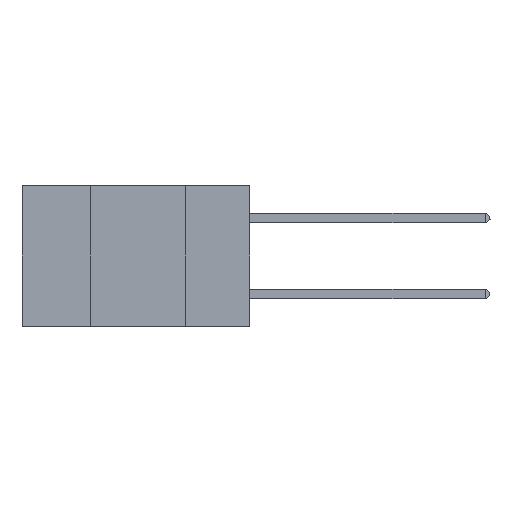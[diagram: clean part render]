
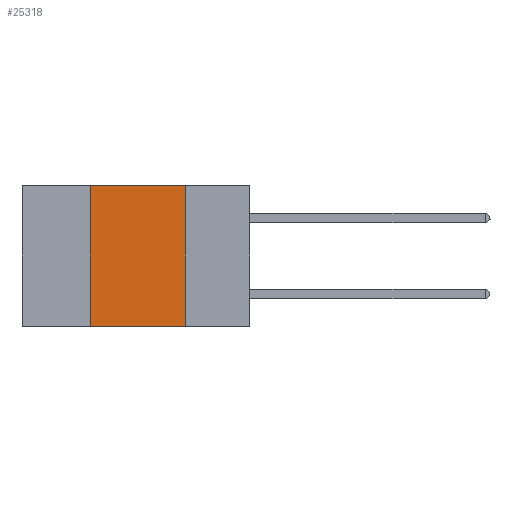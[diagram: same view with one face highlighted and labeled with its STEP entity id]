
A CAD part, left-side view. The second image highlights one B-rep face of the part: STEP entity #25318.
In plain terms, the highlighted planar face has unit normal (-1, 0, 0).
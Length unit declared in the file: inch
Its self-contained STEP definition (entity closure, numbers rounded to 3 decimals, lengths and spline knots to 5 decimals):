
#1040 = VECTOR ( 'NONE', #17436, 39.37008 ) ;
#1573 = VECTOR ( 'NONE', #10616, 39.37008 ) ;
#2674 = CARTESIAN_POINT ( 'NONE',  ( 0., 0.17, -0.37 ) ) ;
#2818 = LINE ( 'NONE', #13171, #1573 ) ;
#3503 = VERTEX_POINT ( 'NONE', #2674 ) ;
#4486 = ORIENTED_EDGE ( 'NONE', *, *, #27903, .F. ) ;
#4623 = VERTEX_POINT ( 'NONE', #29306 ) ;
#6377 = DIRECTION ( 'NONE',  ( 1., 0., 0. ) ) ;
#6547 = CARTESIAN_POINT ( 'NONE',  ( 0., 0.6, 0. ) ) ;
#7271 = DIRECTION ( 'NONE',  ( 0., -1., 0. ) ) ;
#7424 = DIRECTION ( 'NONE',  ( 0., 0., 1. ) ) ;
#10616 = DIRECTION ( 'NONE',  ( 0., -1., 0. ) ) ;
#10682 = AXIS2_PLACEMENT_3D ( 'NONE', #6547, #6377, #14020 ) ;
#11415 = CARTESIAN_POINT ( 'NONE',  ( 0., 0.17, 0. ) ) ;
#12858 = VERTEX_POINT ( 'NONE', #11415 ) ;
#13171 = CARTESIAN_POINT ( 'NONE',  ( 0., 0.6, 0. ) ) ;
#14020 = DIRECTION ( 'NONE',  ( 0., 0., -1. ) ) ;
#15347 = VERTEX_POINT ( 'NONE', #18372 ) ;
#15506 = ORIENTED_EDGE ( 'NONE', *, *, #17347, .F. ) ;
#15806 = VECTOR ( 'NONE', #7424, 39.37008 ) ;
#17096 = LINE ( 'NONE', #32891, #1040 ) ;
#17347 = EDGE_CURVE ( 'NONE', #15347, #4623, #27662, .T. ) ;
#17436 = DIRECTION ( 'NONE',  ( 0., 0., -1. ) ) ;
#17624 = VECTOR ( 'NONE', #7271, 39.37008 ) ;
#18372 = CARTESIAN_POINT ( 'NONE',  ( 0., 0.42, -0.37 ) ) ;
#20015 = CARTESIAN_POINT ( 'NONE',  ( 0., 0.42, 0. ) ) ;
#21657 = PLANE ( 'NONE',  #10682 ) ;
#23322 = EDGE_CURVE ( 'NONE', #15347, #3503, #25621, .T. ) ;
#25318 = ADVANCED_FACE ( 'NONE', ( #29811 ), #21657, .F. ) ;
#25621 = LINE ( 'NONE', #33265, #17624 ) ;
#25719 = EDGE_LOOP ( 'NONE', ( #26735, #4486, #15506, #26171 ) ) ;
#26171 = ORIENTED_EDGE ( 'NONE', *, *, #23322, .T. ) ;
#26735 = ORIENTED_EDGE ( 'NONE', *, *, #27779, .F. ) ;
#27662 = LINE ( 'NONE', #20015, #15806 ) ;
#27779 = EDGE_CURVE ( 'NONE', #12858, #3503, #17096, .T. ) ;
#27903 = EDGE_CURVE ( 'NONE', #4623, #12858, #2818, .T. ) ;
#29306 = CARTESIAN_POINT ( 'NONE',  ( 0., 0.42, 0. ) ) ;
#29811 = FACE_OUTER_BOUND ( 'NONE', #25719, .T. ) ;
#32891 = CARTESIAN_POINT ( 'NONE',  ( 0., 0.17, 0. ) ) ;
#33265 = CARTESIAN_POINT ( 'NONE',  ( 0., 0.6, -0.37 ) ) ;
